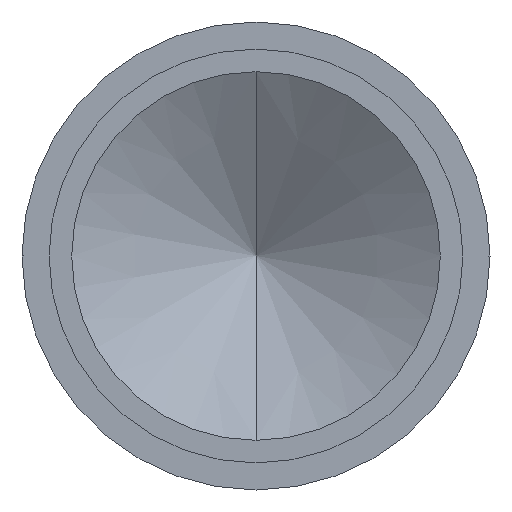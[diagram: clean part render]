
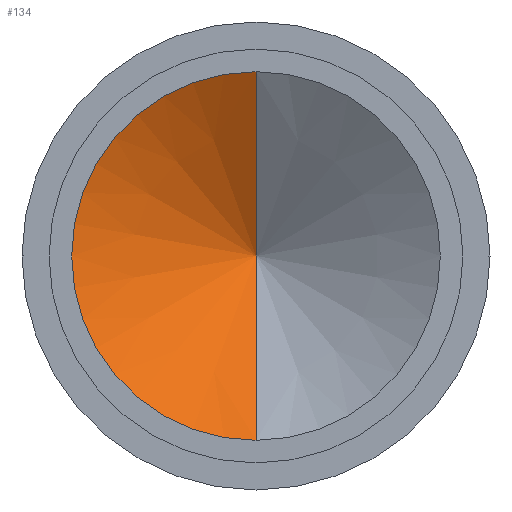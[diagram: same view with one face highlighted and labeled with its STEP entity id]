
A CAD part, front view. The second image highlights one B-rep face of the part: STEP entity #134.
In plain terms, the highlighted conical face has half-angle 59 degrees and reference radius 2.172 mm.
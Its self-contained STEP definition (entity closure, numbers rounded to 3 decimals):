
#7 = AXIS2_PLACEMENT_3D ( 'NONE', #812, #114, #265 ) ;
#65 = CONICAL_SURFACE ( 'NONE', #312, 2.172, 1.03 ) ;
#73 = DIRECTION ( 'NONE',  ( 0., 0., -1. ) ) ;
#79 = EDGE_LOOP ( 'NONE', ( #994, #103, #792 ) ) ;
#103 = ORIENTED_EDGE ( 'NONE', *, *, #332, .T. ) ;
#114 = DIRECTION ( 'NONE',  ( 0., -1., 0. ) ) ;
#134 = ADVANCED_FACE ( 'NONE', ( #158 ), #65, .F. ) ;
#158 = FACE_OUTER_BOUND ( 'NONE', #79, .T. ) ;
#165 = DIRECTION ( 'NONE',  ( 0., -0.515, -0.857 ) ) ;
#229 = LINE ( 'NONE', #554, #803 ) ;
#265 = DIRECTION ( 'NONE',  ( 0., 0., -1. ) ) ;
#312 = AXIS2_PLACEMENT_3D ( 'NONE', #769, #454, #73 ) ;
#317 = EDGE_CURVE ( 'NONE', #392, #908, #229, .T. ) ;
#332 = EDGE_CURVE ( 'NONE', #392, #637, #499, .T. ) ;
#392 = VERTEX_POINT ( 'NONE', #725 ) ;
#408 = EDGE_CURVE ( 'NONE', #637, #908, #877, .T. ) ;
#454 = DIRECTION ( 'NONE',  ( 0., -1., 0. ) ) ;
#499 = LINE ( 'NONE', #960, #891 ) ;
#554 = CARTESIAN_POINT ( 'NONE',  ( 0., -0.682, -2.172 ) ) ;
#563 = DIRECTION ( 'NONE',  ( 0., -0.515, 0.857 ) ) ;
#613 = CARTESIAN_POINT ( 'NONE',  ( 0., -0.682, 2.172 ) ) ;
#637 = VERTEX_POINT ( 'NONE', #613 ) ;
#725 = CARTESIAN_POINT ( 'NONE',  ( 0., 0.623, 0. ) ) ;
#769 = CARTESIAN_POINT ( 'NONE',  ( 0., -0.682, 0. ) ) ;
#792 = ORIENTED_EDGE ( 'NONE', *, *, #408, .T. ) ;
#803 = VECTOR ( 'NONE', #165, 1000. ) ;
#812 = CARTESIAN_POINT ( 'NONE',  ( 0., -0.682, 0. ) ) ;
#877 = CIRCLE ( 'NONE', #7, 2.172 ) ;
#891 = VECTOR ( 'NONE', #563, 1000. ) ;
#908 = VERTEX_POINT ( 'NONE', #964 ) ;
#960 = CARTESIAN_POINT ( 'NONE',  ( 0., -0.682, 2.172 ) ) ;
#964 = CARTESIAN_POINT ( 'NONE',  ( 0., -0.682, -2.172 ) ) ;
#994 = ORIENTED_EDGE ( 'NONE', *, *, #317, .F. ) ;
